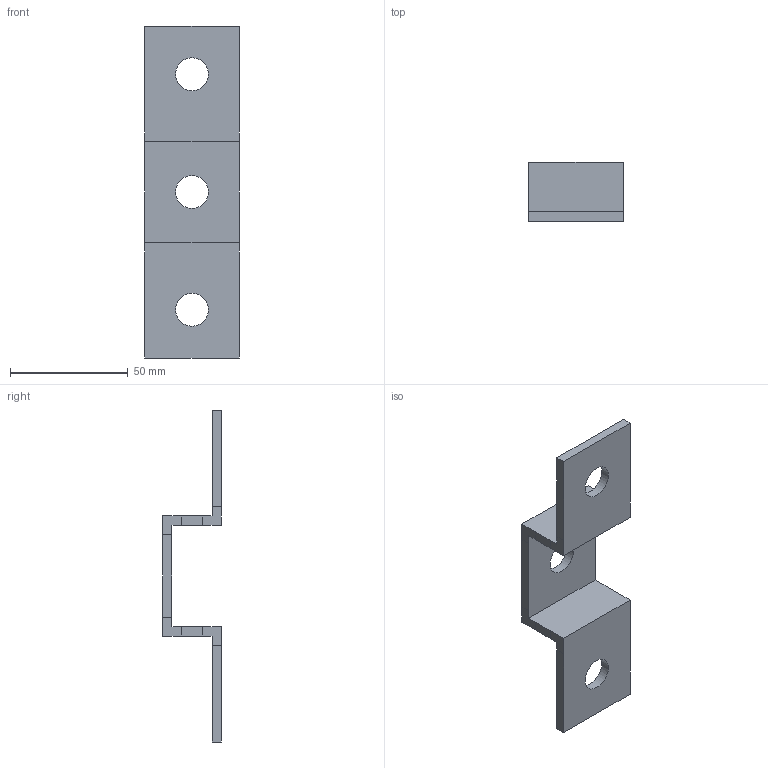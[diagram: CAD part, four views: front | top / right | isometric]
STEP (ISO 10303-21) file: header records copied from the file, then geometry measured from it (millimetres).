
FILE_DESCRIPTION(/* description */ (''),/* implementation_level */ '2;1');
FILE_NAME(/* name */ 'PS41x21.ipt.stp',/* time_stamp */ '2023-05-17T09:46:24+03:00',/* author */ ('Man88'),/* organization */ (''),/* preprocessor_version */ 'ST-DEVELOPER v19.2',/* originating_system */ 'Autodesk Inventor 2023',/* authorisation */ '');
FILE_SCHEMA (('AUTOMOTIVE_DESIGN { 1 0 10303 214 3 1 1 }'));
Length unit declared in the file: millimetre
Products named in the file (1): Прямоугольная скоба 
для страт-профиля 
41х21 мм, PS41x21
Bounding box: 40 x 25 x 141 mm (x, y, z)
Volume: 27432.7 mm3; surface area: 16028.2 mm2
Topology: 1 solids, 1 shells, 33 faces, 93 edges, 62 vertices
Faces by surface type: plane 30, cylinder 3
Full cylindrical faces by diameter (mm): 14 x3
Entity records: 1108 total; most frequent: CARTESIAN_POINT 189, ORIENTED_EDGE 186, DIRECTION 167, EDGE_CURVE 93, LINE 87, VECTOR 87, VERTEX_POINT 62, AXIS2_PLACEMENT_3D 40
